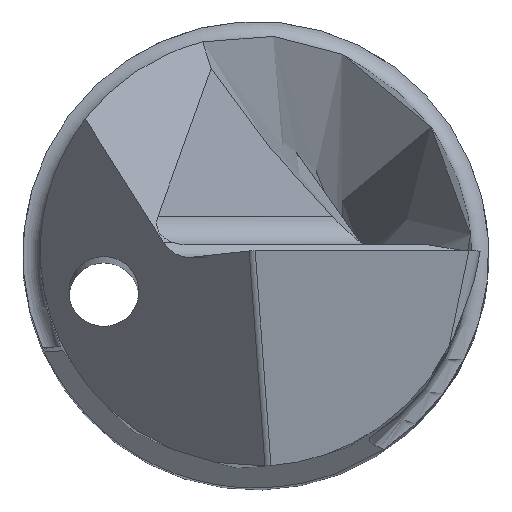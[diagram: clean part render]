
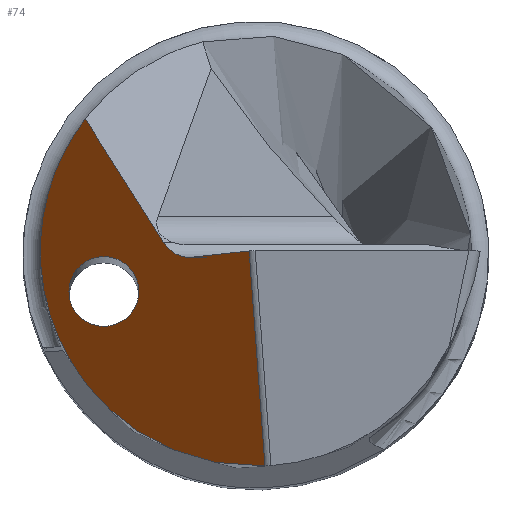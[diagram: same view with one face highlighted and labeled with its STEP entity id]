
A CAD part, top view. The second image highlights one B-rep face of the part: STEP entity #74.
In plain terms, the highlighted planar face has unit normal (-0.696, -0.174, 0.696).
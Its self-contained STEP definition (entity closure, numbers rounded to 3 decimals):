
#12 = AXIS2_PLACEMENT_3D ( 'NONE', #87, #290, #484 ) ;
#14 = FACE_BOUND ( 'NONE', #483, .T. ) ;
#25 = LINE ( 'NONE', #933, #300 ) ;
#39 = CARTESIAN_POINT ( 'NONE',  ( -0.014, 0.003, 65.047 ) ) ;
#74 = ADVANCED_FACE ( 'NONE', ( #14, #1204 ), #974, .T. ) ;
#87 = CARTESIAN_POINT ( 'NONE',  ( -0.031, 0.1, 65.053 ) ) ;
#109 =( BOUNDED_CURVE ( )  B_SPLINE_CURVE ( 3, ( #1249, #1151, #268, #940 ),
 .UNSPECIFIED., .F., .T. ) 
 B_SPLINE_CURVE_WITH_KNOTS ( ( 4, 4 ),
 ( 4.915, 7.185 ),
 .UNSPECIFIED. ) 
 CURVE ( )  GEOMETRIC_REPRESENTATION_ITEM ( )  RATIONAL_B_SPLINE_CURVE ( ( 1., 0.615, 0.615, 1. ) ) 
 REPRESENTATION_ITEM ( '' )  );
#117 = CARTESIAN_POINT ( 'NONE',  ( 0.155, -3.697, 64.294 ) ) ;
#171 = CARTESIAN_POINT ( 'NONE',  ( -1.584, 0.139, 63.511 ) ) ;
#185 = CARTESIAN_POINT ( 'NONE',  ( -3.19, -0.844, 61.659 ) ) ;
#195 = VERTEX_POINT ( 'NONE', #1238 ) ;
#249 =( BOUNDED_CURVE ( )  B_SPLINE_CURVE ( 3, ( #1139, #574, #727, #171 ),
 .UNSPECIFIED., .F., .F. ) 
 B_SPLINE_CURVE_WITH_KNOTS ( ( 4, 4 ),
 ( 1.222, 2.531 ),
 .UNSPECIFIED. ) 
 CURVE ( )  GEOMETRIC_REPRESENTATION_ITEM ( )  RATIONAL_B_SPLINE_CURVE ( ( 1., 0.862, 0.862, 1. ) ) 
 REPRESENTATION_ITEM ( '' )  );
#268 = CARTESIAN_POINT ( 'NONE',  ( -5.153, -0.618, 59.753 ) ) ;
#283 = CARTESIAN_POINT ( 'NONE',  ( -3.19, -0.844, 61.659 ) ) ;
#288 = EDGE_CURVE ( 'NONE', #1070, #1070, #1048, .T. ) ;
#290 = DIRECTION ( 'NONE',  ( -0.696, -0.174, 0.696 ) ) ;
#294 = CARTESIAN_POINT ( 'NONE',  ( -1.735, -1.718, 62.896 ) ) ;
#300 = VECTOR ( 'NONE', #1114, 1000. ) ;
#302 = CARTESIAN_POINT ( 'NONE',  ( -3.19, -0.844, 61.659 ) ) ;
#306 = DIRECTION ( 'NONE',  ( -0.072, 0.982, 0.173 ) ) ;
#326 = CARTESIAN_POINT ( 'NONE',  ( -1.105, -0.115, 63.926 ) ) ;
#328 = VERTEX_POINT ( 'NONE', #389 ) ;
#389 = CARTESIAN_POINT ( 'NONE',  ( -1.584, 0.139, 63.511 ) ) ;
#406 = CARTESIAN_POINT ( 'NONE',  ( -2.026, -0.554, 62.896 ) ) ;
#416 = ORIENTED_EDGE ( 'NONE', *, *, #1184, .F. ) ;
#431 = DIRECTION ( 'NONE',  ( -0.696, -0.075, -0.714 ) ) ;
#459 = EDGE_CURVE ( 'NONE', #195, #592, #1122, .T. ) ;
#480 = CARTESIAN_POINT ( 'NONE',  ( -2.9, -2.008, 61.659 ) ) ;
#483 = EDGE_LOOP ( 'NONE', ( #1110 ) ) ;
#484 = DIRECTION ( 'NONE',  ( 0.707, 0., 0.707 ) ) ;
#574 = CARTESIAN_POINT ( 'NONE',  ( -1.287, -0.135, 63.739 ) ) ;
#581 = VERTEX_POINT ( 'NONE', #117 ) ;
#592 = VERTEX_POINT ( 'NONE', #326 ) ;
#606 = LINE ( 'NONE', #613, #853 ) ;
#613 = CARTESIAN_POINT ( 'NONE',  ( -0.124, 0.109, 64.964 ) ) ;
#639 = ORIENTED_EDGE ( 'NONE', *, *, #678, .T. ) ;
#673 = EDGE_LOOP ( 'NONE', ( #1167, #787, #416, #639, #1239 ) ) ;
#678 = EDGE_CURVE ( 'NONE', #581, #195, #606, .T. ) ;
#718 = EDGE_CURVE ( 'NONE', #592, #328, #249, .T. ) ;
#727 = CARTESIAN_POINT ( 'NONE',  ( -1.472, -0.036, 63.579 ) ) ;
#787 = ORIENTED_EDGE ( 'NONE', *, *, #1035, .T. ) ;
#853 = VECTOR ( 'NONE', #306, 1000. ) ;
#859 = CARTESIAN_POINT ( 'NONE',  ( -2.928, 2.262, 62.696 ) ) ;
#933 = CARTESIAN_POINT ( 'NONE',  ( -0.923, -0.903, 63.911 ) ) ;
#940 = CARTESIAN_POINT ( 'NONE',  ( -2.928, 2.262, 62.696 ) ) ;
#974 = PLANE ( 'NONE',  #12 ) ;
#1004 = VECTOR ( 'NONE', #431, 1000. ) ;
#1035 = EDGE_CURVE ( 'NONE', #328, #1195, #25, .T. ) ;
#1048 =( BOUNDED_CURVE ( )  B_SPLINE_CURVE ( 3, ( #283, #1084, #1071, #406, #294, #480, #185 ),
 .UNSPECIFIED., .T., .T. ) 
 B_SPLINE_CURVE_WITH_KNOTS ( ( 4, 3, 4 ),
 ( 0., 3.142, 6.283 ),
 .UNSPECIFIED. ) 
 CURVE ( )  GEOMETRIC_REPRESENTATION_ITEM ( )  RATIONAL_B_SPLINE_CURVE ( ( 1., 0.333, 0.333, 1., 0.333, 0.333, 1. ) ) 
 REPRESENTATION_ITEM ( '' )  );
#1070 = VERTEX_POINT ( 'NONE', #302 ) ;
#1071 = CARTESIAN_POINT ( 'NONE',  ( -2.316, 0.611, 62.896 ) ) ;
#1084 = CARTESIAN_POINT ( 'NONE',  ( -3.481, 0.32, 61.659 ) ) ;
#1110 = ORIENTED_EDGE ( 'NONE', *, *, #288, .T. ) ;
#1114 = DIRECTION ( 'NONE',  ( -0.509, 0.804, -0.308 ) ) ;
#1122 = LINE ( 'NONE', #39, #1004 ) ;
#1139 = CARTESIAN_POINT ( 'NONE',  ( -1.105, -0.115, 63.926 ) ) ;
#1151 = CARTESIAN_POINT ( 'NONE',  ( -3.48, -3.85, 60.62 ) ) ;
#1167 = ORIENTED_EDGE ( 'NONE', *, *, #718, .T. ) ;
#1184 = EDGE_CURVE ( 'NONE', #581, #1195, #109, .T. ) ;
#1195 = VERTEX_POINT ( 'NONE', #859 ) ;
#1204 = FACE_OUTER_BOUND ( 'NONE', #673, .T. ) ;
#1238 = CARTESIAN_POINT ( 'NONE',  ( -0.115, -0.008, 64.943 ) ) ;
#1239 = ORIENTED_EDGE ( 'NONE', *, *, #459, .T. ) ;
#1249 = CARTESIAN_POINT ( 'NONE',  ( 0.155, -3.697, 64.294 ) ) ;
